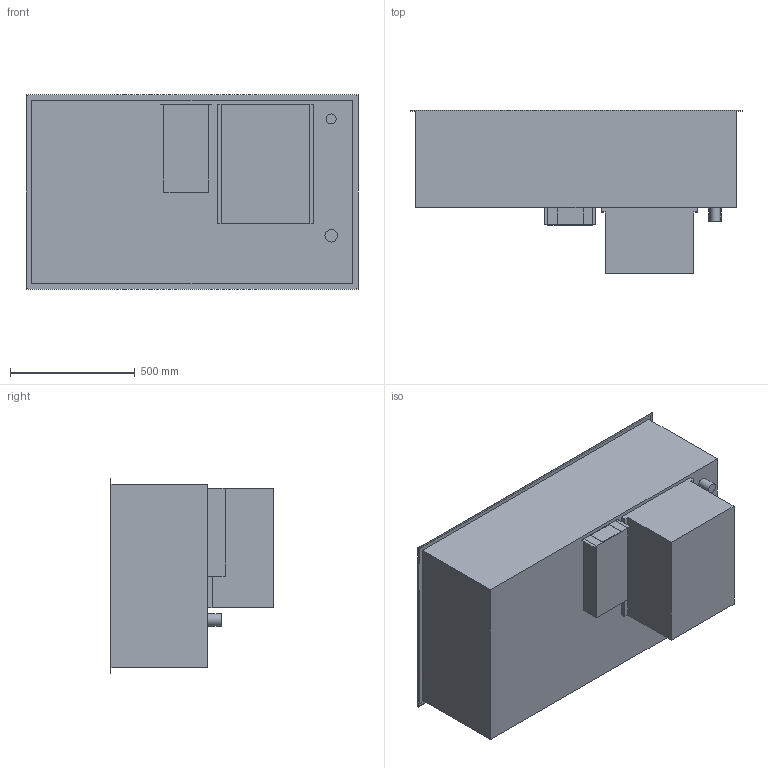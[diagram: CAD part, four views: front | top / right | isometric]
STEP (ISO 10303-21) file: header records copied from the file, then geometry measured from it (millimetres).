
FILE_DESCRIPTION(/* description */ ('vereinfachtes Modell'),/* implementation_level */ '2;1');
FILE_NAME(/* name */ '3D-AKE-00003093.stp',/* time_stamp */ '2025-01-13T10:54:30+01:00',/* author */ ('marina.schachner'),/* organization */ (''),/* preprocessor_version */ 'ST-DEVELOPER v20',/* originating_system */ 'Autodesk Inventor 2024',/* authorisation */ '');
FILE_SCHEMA (('AUTOMOTIVE_DESIGN { 1 0 10303 214 3 1 1 }'));
Length unit declared in the file: millimetre
Products named in the file (1): 3D-AKE-00003093
Bounding box: 1330 x 655 x 780 mm (x, y, z)
Volume: 153004302.3 mm3; surface area: 8570136.3 mm2
Topology: 5 solids, 5 shells, 70 faces, 158 edges, 104 vertices
Faces by surface type: plane 68, cylinder 2
Full cylindrical faces by diameter (mm): 40 x1, 50 x1
Entity records: 1957 total; most frequent: CARTESIAN_POINT 333, ORIENTED_EDGE 316, DIRECTION 304, EDGE_CURVE 158, LINE 154, VECTOR 154, VERTEX_POINT 104, EDGE_LOOP 78
